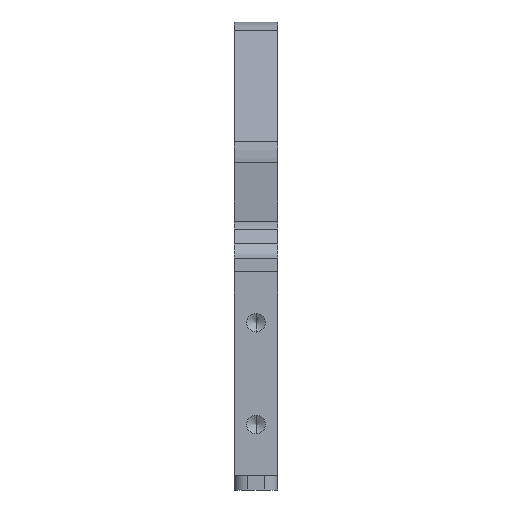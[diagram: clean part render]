
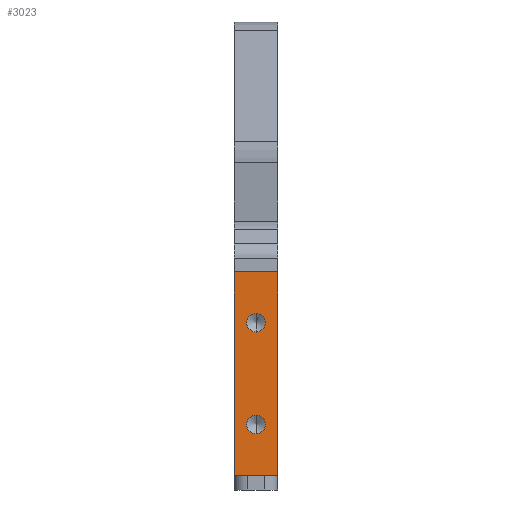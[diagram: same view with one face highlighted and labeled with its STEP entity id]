
A CAD part, front view. The second image highlights one B-rep face of the part: STEP entity #3023.
In plain terms, the highlighted planar face has unit normal (0, -1, 0).
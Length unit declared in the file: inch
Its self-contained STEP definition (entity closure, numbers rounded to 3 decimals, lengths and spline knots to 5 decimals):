
#56 = CARTESIAN_POINT ( 'NONE',  ( 1.45, -6.075, 0. ) ) ;
#93 = VERTEX_POINT ( 'NONE', #782 ) ;
#188 = ORIENTED_EDGE ( 'NONE', *, *, #2127, .F. ) ;
#231 = CARTESIAN_POINT ( 'NONE',  ( 1.6375, -6.075, 0.4375 ) ) ;
#291 = ORIENTED_EDGE ( 'NONE', *, *, #4209, .F. ) ;
#434 = ORIENTED_EDGE ( 'NONE', *, *, #1586, .T. ) ;
#498 = VERTEX_POINT ( 'NONE', #1773 ) ;
#533 = CARTESIAN_POINT ( 'NONE',  ( 1.6375, -6.075, 0.517 ) ) ;
#599 = DIRECTION ( 'NONE',  ( 0., 0., -1. ) ) ;
#618 = CARTESIAN_POINT ( 'NONE',  ( 1.6375, -6.075, 1.3125 ) ) ;
#637 = CIRCLE ( 'NONE', #4026, 0.0795 ) ;
#642 = FACE_OUTER_BOUND ( 'NONE', #3354, .T. ) ;
#782 = CARTESIAN_POINT ( 'NONE',  ( 1.6375, -6.075, 1.233 ) ) ;
#803 = VERTEX_POINT ( 'NONE', #533 ) ;
#822 = DIRECTION ( 'NONE',  ( 0., 0., -1. ) ) ;
#867 = AXIS2_PLACEMENT_3D ( 'NONE', #231, #1254, #3001 ) ;
#1023 = CARTESIAN_POINT ( 'NONE',  ( 1.825, -6.075, 0. ) ) ;
#1075 = CARTESIAN_POINT ( 'NONE',  ( 1.825, -6.075, 1.75 ) ) ;
#1122 = CARTESIAN_POINT ( 'NONE',  ( 1.6375, -6.075, 0.4375 ) ) ;
#1214 = LINE ( 'NONE', #4040, #2894 ) ;
#1254 = DIRECTION ( 'NONE',  ( 0., -1., 0. ) ) ;
#1255 = VECTOR ( 'NONE', #2779, 39.37008 ) ;
#1287 = CARTESIAN_POINT ( 'NONE',  ( 1.45, -6.075, 1.75 ) ) ;
#1325 = DIRECTION ( 'NONE',  ( 0., -1., 0. ) ) ;
#1410 = DIRECTION ( 'NONE',  ( 0., 0., -1. ) ) ;
#1514 = CARTESIAN_POINT ( 'NONE',  ( 1.6375, -6.075, 1.3125 ) ) ;
#1529 = AXIS2_PLACEMENT_3D ( 'NONE', #3050, #1325, #4072 ) ;
#1586 = EDGE_CURVE ( 'NONE', #3562, #498, #1214, .T. ) ;
#1668 = PLANE ( 'NONE',  #1529 ) ;
#1675 = CIRCLE ( 'NONE', #867, 0.0795 ) ;
#1700 = ORIENTED_EDGE ( 'NONE', *, *, #2581, .F. ) ;
#1711 = LINE ( 'NONE', #1023, #2791 ) ;
#1773 = CARTESIAN_POINT ( 'NONE',  ( 1.825, -6.075, 0. ) ) ;
#1815 = AXIS2_PLACEMENT_3D ( 'NONE', #618, #2017, #599 ) ;
#1834 = EDGE_CURVE ( 'NONE', #3798, #93, #3881, .T. ) ;
#1854 = VERTEX_POINT ( 'NONE', #1075 ) ;
#1919 = EDGE_LOOP ( 'NONE', ( #188, #2697 ) ) ;
#2017 = DIRECTION ( 'NONE',  ( 0., -1., 0. ) ) ;
#2123 = LINE ( 'NONE', #3101, #1255 ) ;
#2127 = EDGE_CURVE ( 'NONE', #3617, #803, #637, .T. ) ;
#2194 = VERTEX_POINT ( 'NONE', #1287 ) ;
#2288 = EDGE_CURVE ( 'NONE', #2194, #3562, #3478, .T. ) ;
#2335 = FACE_BOUND ( 'NONE', #4211, .T. ) ;
#2375 = CARTESIAN_POINT ( 'NONE',  ( 1.6375, -6.075, 0.358 ) ) ;
#2438 = CARTESIAN_POINT ( 'NONE',  ( 1.6375, -6.075, 1.392 ) ) ;
#2486 = ORIENTED_EDGE ( 'NONE', *, *, #1834, .F. ) ;
#2565 = DIRECTION ( 'NONE',  ( 0., -1., 0. ) ) ;
#2581 = EDGE_CURVE ( 'NONE', #93, #3798, #3244, .T. ) ;
#2697 = ORIENTED_EDGE ( 'NONE', *, *, #3717, .F. ) ;
#2779 = DIRECTION ( 'NONE',  ( 1., 0., 0. ) ) ;
#2791 = VECTOR ( 'NONE', #1410, 39.37008 ) ;
#2816 = AXIS2_PLACEMENT_3D ( 'NONE', #1514, #3186, #2868 ) ;
#2868 = DIRECTION ( 'NONE',  ( 0., 0., -1. ) ) ;
#2876 = ORIENTED_EDGE ( 'NONE', *, *, #3948, .F. ) ;
#2894 = VECTOR ( 'NONE', #4367, 39.37008 ) ;
#3001 = DIRECTION ( 'NONE',  ( 0., 0., -1. ) ) ;
#3023 = ADVANCED_FACE ( 'NONE', ( #2335, #3689, #642 ), #1668, .T. ) ;
#3050 = CARTESIAN_POINT ( 'NONE',  ( 1.45, -6.075, 0. ) ) ;
#3101 = CARTESIAN_POINT ( 'NONE',  ( 1.45, -6.075, 1.75 ) ) ;
#3145 = DIRECTION ( 'NONE',  ( 0., 0., -1. ) ) ;
#3186 = DIRECTION ( 'NONE',  ( 0., -1., 0. ) ) ;
#3244 = CIRCLE ( 'NONE', #1815, 0.0795 ) ;
#3261 = ORIENTED_EDGE ( 'NONE', *, *, #2288, .T. ) ;
#3314 = VECTOR ( 'NONE', #3145, 39.37008 ) ;
#3354 = EDGE_LOOP ( 'NONE', ( #291, #2876, #3261, #434 ) ) ;
#3478 = LINE ( 'NONE', #56, #3314 ) ;
#3562 = VERTEX_POINT ( 'NONE', #3765 ) ;
#3617 = VERTEX_POINT ( 'NONE', #2375 ) ;
#3689 = FACE_BOUND ( 'NONE', #1919, .T. ) ;
#3717 = EDGE_CURVE ( 'NONE', #803, #3617, #1675, .T. ) ;
#3765 = CARTESIAN_POINT ( 'NONE',  ( 1.45, -6.075, 0. ) ) ;
#3798 = VERTEX_POINT ( 'NONE', #2438 ) ;
#3881 = CIRCLE ( 'NONE', #2816, 0.0795 ) ;
#3948 = EDGE_CURVE ( 'NONE', #2194, #1854, #2123, .T. ) ;
#4026 = AXIS2_PLACEMENT_3D ( 'NONE', #1122, #2565, #822 ) ;
#4040 = CARTESIAN_POINT ( 'NONE',  ( 1.45, -6.075, 0. ) ) ;
#4072 = DIRECTION ( 'NONE',  ( 0., 0., -1. ) ) ;
#4209 = EDGE_CURVE ( 'NONE', #1854, #498, #1711, .T. ) ;
#4211 = EDGE_LOOP ( 'NONE', ( #1700, #2486 ) ) ;
#4367 = DIRECTION ( 'NONE',  ( 1., 0., 0. ) ) ;
